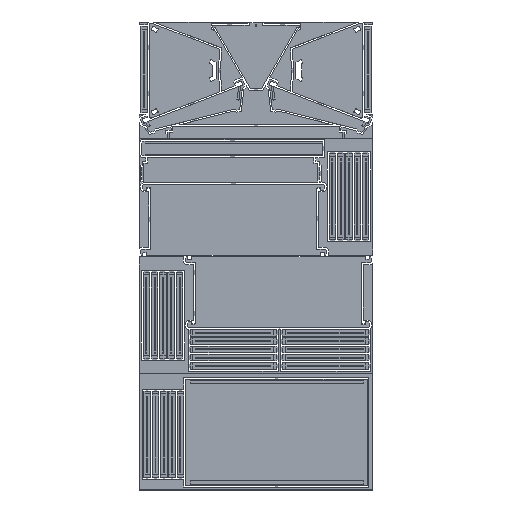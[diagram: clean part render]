
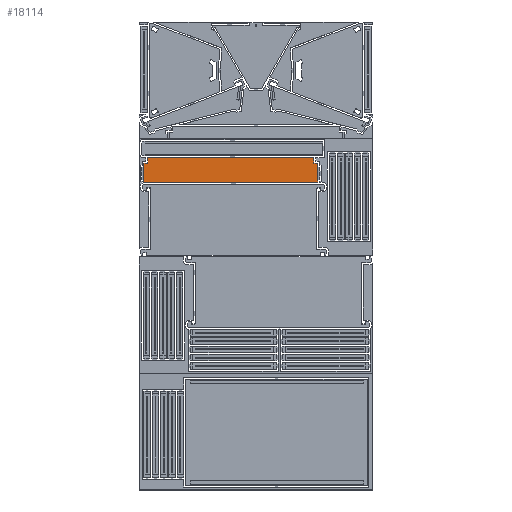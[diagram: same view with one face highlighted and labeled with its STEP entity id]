
A CAD part, top view. The second image highlights one B-rep face of the part: STEP entity #18114.
In plain terms, the highlighted planar face has unit normal (0, 0, 1).
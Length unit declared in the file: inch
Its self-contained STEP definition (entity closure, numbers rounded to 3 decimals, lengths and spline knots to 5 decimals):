
#681 = VERTEX_POINT ( 'NONE', #26159 ) ;
#1705 = VECTOR ( 'NONE', #17432, 39.37008 ) ;
#1755 = ORIENTED_EDGE ( 'NONE', *, *, #31254, .F. ) ;
#1886 = ORIENTED_EDGE ( 'NONE', *, *, #31247, .F. ) ;
#2073 = VECTOR ( 'NONE', #27126, 39.37008 ) ;
#2400 = CARTESIAN_POINT ( 'NONE',  ( 5.06787, 36.73997, 0. ) ) ;
#2809 = EDGE_CURVE ( 'NONE', #681, #37664, #25976, .T. ) ;
#2975 = CARTESIAN_POINT ( 'NONE',  ( 5.06787, 1.7006, 0. ) ) ;
#4039 = DIRECTION ( 'NONE',  ( 0., 1., 0. ) ) ;
#4737 = DIRECTION ( 'NONE',  ( -1., 0., 0. ) ) ;
#5539 = DIRECTION ( 'NONE',  ( 1., 0., 0. ) ) ;
#6719 = FACE_OUTER_BOUND ( 'NONE', #11015, .T. ) ;
#6817 = LINE ( 'NONE', #21828, #19557 ) ;
#7495 = LINE ( 'NONE', #41147, #1705 ) ;
#8196 = CARTESIAN_POINT ( 'NONE',  ( 3.94623, 1.7006, 0. ) ) ;
#8610 = VECTOR ( 'NONE', #4737, 39.37008 ) ;
#9472 = VECTOR ( 'NONE', #38935, 39.37008 ) ;
#9513 = VERTEX_POINT ( 'NONE', #26510 ) ;
#10232 = VERTEX_POINT ( 'NONE', #26601 ) ;
#11015 = EDGE_LOOP ( 'NONE', ( #18967, #37189, #37705, #1755, #1886, #37827, #22785, #19625 ) ) ;
#11058 = AXIS2_PLACEMENT_3D ( 'NONE', #18732, #42465, #5539 ) ;
#11589 = CARTESIAN_POINT ( 'NONE',  ( 8.96227, 36.73997, 0. ) ) ;
#11656 = CARTESIAN_POINT ( 'NONE',  ( 8.96227, 0.9132, 0. ) ) ;
#12207 = PLANE ( 'NONE',  #11058 ) ;
#13428 = CARTESIAN_POINT ( 'NONE',  ( 9.05413, 36.73997, 0. ) ) ;
#13728 = LINE ( 'NONE', #33691, #32281 ) ;
#14681 = CARTESIAN_POINT ( 'NONE',  ( 3.94623, 35.95257, 0. ) ) ;
#16821 = EDGE_CURVE ( 'NONE', #681, #9513, #41501, .T. ) ;
#16920 = VERTEX_POINT ( 'NONE', #14681 ) ;
#17237 = VECTOR ( 'NONE', #26712, 39.37008 ) ;
#17432 = DIRECTION ( 'NONE',  ( 0., 1., 0. ) ) ;
#18114 = ADVANCED_FACE ( 'NONE', ( #6719 ), #12207, .T. ) ;
#18732 = CARTESIAN_POINT ( 'NONE',  ( 3.94623, 0.9132, 0. ) ) ;
#18745 = VERTEX_POINT ( 'NONE', #2400 ) ;
#18967 = ORIENTED_EDGE ( 'NONE', *, *, #16821, .F. ) ;
#19557 = VECTOR ( 'NONE', #4039, 39.37008 ) ;
#19625 = ORIENTED_EDGE ( 'NONE', *, *, #24905, .F. ) ;
#21068 = CARTESIAN_POINT ( 'NONE',  ( 8.46358, 0.9132, 0. ) ) ;
#21198 = CARTESIAN_POINT ( 'NONE',  ( 5.06787, 35.95257, 0. ) ) ;
#21828 = CARTESIAN_POINT ( 'NONE',  ( 5.06787, 36.73997, 0. ) ) ;
#22785 = ORIENTED_EDGE ( 'NONE', *, *, #30448, .F. ) ;
#24905 = EDGE_CURVE ( 'NONE', #9513, #10232, #35303, .T. ) ;
#24937 = LINE ( 'NONE', #25838, #39242 ) ;
#25838 = CARTESIAN_POINT ( 'NONE',  ( 3.94623, 1.7006, 0. ) ) ;
#25976 = LINE ( 'NONE', #11656, #9472 ) ;
#26159 = CARTESIAN_POINT ( 'NONE',  ( 8.96227, 0.9132, 0. ) ) ;
#26510 = CARTESIAN_POINT ( 'NONE',  ( 5.06787, 0.9132, 0. ) ) ;
#26601 = CARTESIAN_POINT ( 'NONE',  ( 5.06787, 1.7006, 0. ) ) ;
#26712 = DIRECTION ( 'NONE',  ( 0., 1., 0. ) ) ;
#27126 = DIRECTION ( 'NONE',  ( 1., 0., 0. ) ) ;
#30448 = EDGE_CURVE ( 'NONE', #10232, #39325, #24937, .T. ) ;
#31247 = EDGE_CURVE ( 'NONE', #16920, #33567, #13728, .T. ) ;
#31254 = EDGE_CURVE ( 'NONE', #33567, #18745, #6817, .T. ) ;
#32281 = VECTOR ( 'NONE', #34583, 39.37008 ) ;
#33356 = LINE ( 'NONE', #13428, #2073 ) ;
#33567 = VERTEX_POINT ( 'NONE', #21198 ) ;
#33691 = CARTESIAN_POINT ( 'NONE',  ( 5.06787, 35.95257, 0. ) ) ;
#34583 = DIRECTION ( 'NONE',  ( 1., 0., 0. ) ) ;
#35303 = LINE ( 'NONE', #2975, #17237 ) ;
#35464 = DIRECTION ( 'NONE',  ( -1., 0., 0. ) ) ;
#35537 = EDGE_CURVE ( 'NONE', #39325, #16920, #7495, .T. ) ;
#37189 = ORIENTED_EDGE ( 'NONE', *, *, #2809, .T. ) ;
#37664 = VERTEX_POINT ( 'NONE', #11589 ) ;
#37705 = ORIENTED_EDGE ( 'NONE', *, *, #41485, .F. ) ;
#37827 = ORIENTED_EDGE ( 'NONE', *, *, #35537, .F. ) ;
#38935 = DIRECTION ( 'NONE',  ( 0., 1., 0. ) ) ;
#39242 = VECTOR ( 'NONE', #35464, 39.37008 ) ;
#39325 = VERTEX_POINT ( 'NONE', #8196 ) ;
#41147 = CARTESIAN_POINT ( 'NONE',  ( 3.94623, 35.95257, 0. ) ) ;
#41485 = EDGE_CURVE ( 'NONE', #18745, #37664, #33356, .T. ) ;
#41501 = LINE ( 'NONE', #21068, #8610 ) ;
#42465 = DIRECTION ( 'NONE',  ( 0., 0., 1. ) ) ;
